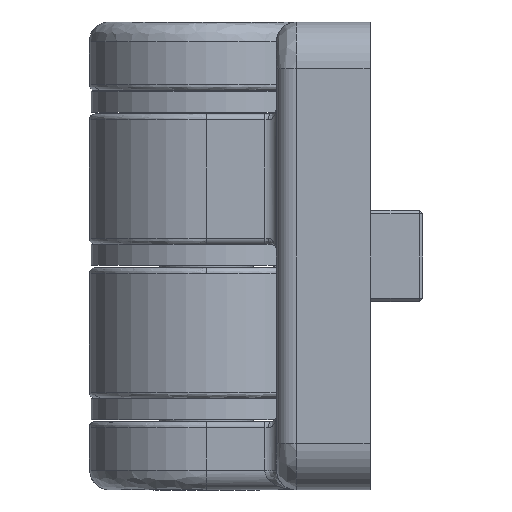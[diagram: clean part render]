
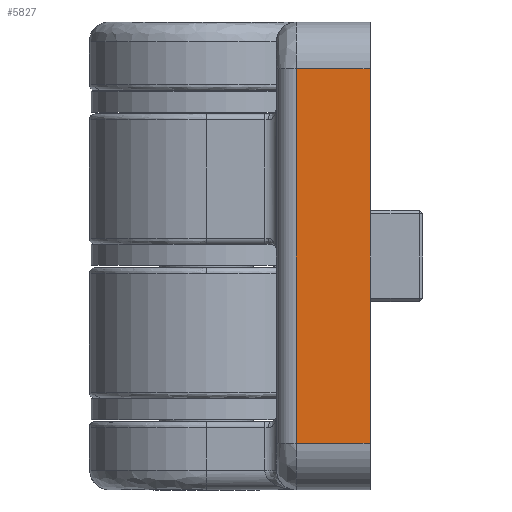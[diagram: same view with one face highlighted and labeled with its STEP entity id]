
A CAD part, left-side view. The second image highlights one B-rep face of the part: STEP entity #5827.
In plain terms, the highlighted planar face has unit normal (-1, 0, 0).
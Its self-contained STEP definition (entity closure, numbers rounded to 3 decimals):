
#92 = EDGE_CURVE ( 'NONE', #3019, #5876, #6407, .T. ) ;
#377 = LINE ( 'NONE', #1542, #4261 ) ;
#830 = CARTESIAN_POINT ( 'NONE',  ( -40., -14., -36. ) ) ;
#884 = VECTOR ( 'NONE', #8368, 1000. ) ;
#1277 = LINE ( 'NONE', #3636, #3102 ) ;
#1351 = FACE_OUTER_BOUND ( 'NONE', #5828, .T. ) ;
#1542 = CARTESIAN_POINT ( 'NONE',  ( -40., -6., -4. ) ) ;
#1934 = DIRECTION ( 'NONE',  ( 0., 0., -1. ) ) ;
#2104 = PLANE ( 'NONE',  #2607 ) ;
#2607 = AXIS2_PLACEMENT_3D ( 'NONE', #6766, #9857, #3617 ) ;
#3019 = VERTEX_POINT ( 'NONE', #8480 ) ;
#3102 = VECTOR ( 'NONE', #5149, 1000. ) ;
#3504 = VECTOR ( 'NONE', #1934, 1000. ) ;
#3617 = DIRECTION ( 'NONE',  ( 0., 0., 1. ) ) ;
#3636 = CARTESIAN_POINT ( 'NONE',  ( -40., -14., -40. ) ) ;
#4056 = DIRECTION ( 'NONE',  ( 0., 1., 0. ) ) ;
#4079 = ORIENTED_EDGE ( 'NONE', *, *, #9215, .F. ) ;
#4261 = VECTOR ( 'NONE', #4056, 1000. ) ;
#4319 = CARTESIAN_POINT ( 'NONE',  ( -40., -7.69, -40. ) ) ;
#4570 = CARTESIAN_POINT ( 'NONE',  ( -40., -7.69, -36. ) ) ;
#5131 = EDGE_CURVE ( 'NONE', #5962, #5876, #8205, .T. ) ;
#5149 = DIRECTION ( 'NONE',  ( 0., 0., -1. ) ) ;
#5172 = EDGE_CURVE ( 'NONE', #5355, #3019, #377, .T. ) ;
#5355 = VERTEX_POINT ( 'NONE', #5830 ) ;
#5827 = ADVANCED_FACE ( 'NONE', ( #1351 ), #2104, .T. ) ;
#5828 = EDGE_LOOP ( 'NONE', ( #9098, #4079, #8369, #7541 ) ) ;
#5830 = CARTESIAN_POINT ( 'NONE',  ( -40., -14., -4. ) ) ;
#5876 = VERTEX_POINT ( 'NONE', #4570 ) ;
#5962 = VERTEX_POINT ( 'NONE', #830 ) ;
#6407 = LINE ( 'NONE', #4319, #3504 ) ;
#6763 = CARTESIAN_POINT ( 'NONE',  ( -40., -6., -36. ) ) ;
#6766 = CARTESIAN_POINT ( 'NONE',  ( -40., -6., -40. ) ) ;
#7541 = ORIENTED_EDGE ( 'NONE', *, *, #92, .T. ) ;
#8205 = LINE ( 'NONE', #6763, #884 ) ;
#8368 = DIRECTION ( 'NONE',  ( 0., 1., 0. ) ) ;
#8369 = ORIENTED_EDGE ( 'NONE', *, *, #5172, .T. ) ;
#8480 = CARTESIAN_POINT ( 'NONE',  ( -40., -7.69, -4. ) ) ;
#9098 = ORIENTED_EDGE ( 'NONE', *, *, #5131, .F. ) ;
#9215 = EDGE_CURVE ( 'NONE', #5355, #5962, #1277, .T. ) ;
#9857 = DIRECTION ( 'NONE',  ( -1., 0., 0. ) ) ;
